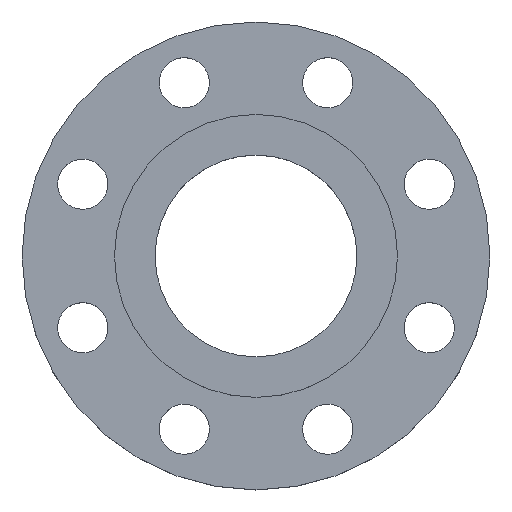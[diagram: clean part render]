
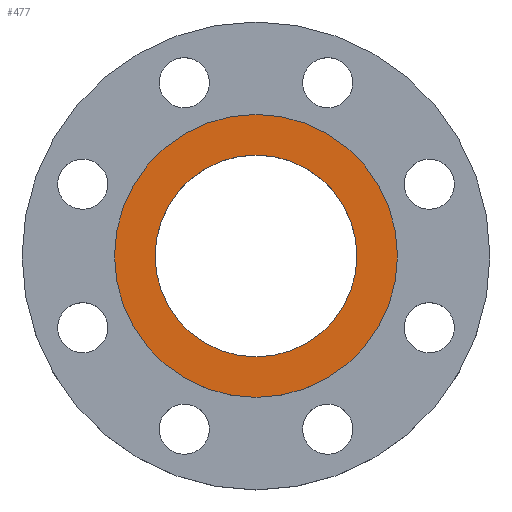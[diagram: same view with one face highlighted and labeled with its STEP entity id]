
A CAD part, top view. The second image highlights one B-rep face of the part: STEP entity #477.
In plain terms, the highlighted planar face has unit normal (0, 0, 1).
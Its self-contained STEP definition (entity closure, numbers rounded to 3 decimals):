
#8 = CIRCLE ( 'NONE', #601, 45.3 ) ;
#20 = PLANE ( 'NONE',  #1036 ) ;
#36 = CARTESIAN_POINT ( 'NONE',  ( -63.5, 0., 29. ) ) ;
#39 = CIRCLE ( 'NONE', #699, 45.3 ) ;
#50 = VERTEX_POINT ( 'NONE', #507 ) ;
#73 = DIRECTION ( 'NONE',  ( 0., 0., 1. ) ) ;
#80 = EDGE_LOOP ( 'NONE', ( #817, #614 ) ) ;
#115 = CARTESIAN_POINT ( 'NONE',  ( 45.3, 0., 29. ) ) ;
#120 = CARTESIAN_POINT ( 'NONE',  ( 63.5, 0., 29. ) ) ;
#146 = EDGE_CURVE ( 'NONE', #482, #502, #356, .T. ) ;
#162 = DIRECTION ( 'NONE',  ( 1., 0., 0. ) ) ;
#272 = EDGE_CURVE ( 'NONE', #502, #482, #436, .T. ) ;
#308 = CARTESIAN_POINT ( 'NONE',  ( 0., 0., 29. ) ) ;
#319 = CARTESIAN_POINT ( 'NONE',  ( 0., 0., 29. ) ) ;
#356 = CIRCLE ( 'NONE', #376, 63.5 ) ;
#374 = ORIENTED_EDGE ( 'NONE', *, *, #997, .F. ) ;
#376 = AXIS2_PLACEMENT_3D ( 'NONE', #461, #73, #1041 ) ;
#393 = VERTEX_POINT ( 'NONE', #115 ) ;
#411 = CARTESIAN_POINT ( 'NONE',  ( 0., 0., 29. ) ) ;
#436 = CIRCLE ( 'NONE', #744, 63.5 ) ;
#461 = CARTESIAN_POINT ( 'NONE',  ( 0., 0., 29. ) ) ;
#463 = DIRECTION ( 'NONE',  ( 0., 0., 1. ) ) ;
#477 = ADVANCED_FACE ( 'NONE', ( #845, #1008 ), #20, .T. ) ;
#482 = VERTEX_POINT ( 'NONE', #36 ) ;
#502 = VERTEX_POINT ( 'NONE', #120 ) ;
#507 = CARTESIAN_POINT ( 'NONE',  ( -45.3, 0., 29. ) ) ;
#601 = AXIS2_PLACEMENT_3D ( 'NONE', #308, #463, #647 ) ;
#602 = DIRECTION ( 'NONE',  ( 1., 0., 0. ) ) ;
#606 = CARTESIAN_POINT ( 'NONE',  ( 0., 0., 29. ) ) ;
#614 = ORIENTED_EDGE ( 'NONE', *, *, #146, .T. ) ;
#647 = DIRECTION ( 'NONE',  ( 1., 0., 0. ) ) ;
#699 = AXIS2_PLACEMENT_3D ( 'NONE', #319, #951, #783 ) ;
#744 = AXIS2_PLACEMENT_3D ( 'NONE', #411, #905, #162 ) ;
#752 = EDGE_LOOP ( 'NONE', ( #782, #374 ) ) ;
#782 = ORIENTED_EDGE ( 'NONE', *, *, #929, .F. ) ;
#783 = DIRECTION ( 'NONE',  ( 1., 0., 0. ) ) ;
#817 = ORIENTED_EDGE ( 'NONE', *, *, #272, .T. ) ;
#845 = FACE_BOUND ( 'NONE', #752, .T. ) ;
#905 = DIRECTION ( 'NONE',  ( 0., 0., 1. ) ) ;
#929 = EDGE_CURVE ( 'NONE', #393, #50, #39, .T. ) ;
#951 = DIRECTION ( 'NONE',  ( 0., 0., 1. ) ) ;
#996 = DIRECTION ( 'NONE',  ( 0., 0., 1. ) ) ;
#997 = EDGE_CURVE ( 'NONE', #50, #393, #8, .T. ) ;
#1008 = FACE_OUTER_BOUND ( 'NONE', #80, .T. ) ;
#1036 = AXIS2_PLACEMENT_3D ( 'NONE', #606, #996, #602 ) ;
#1041 = DIRECTION ( 'NONE',  ( 1., 0., 0. ) ) ;
